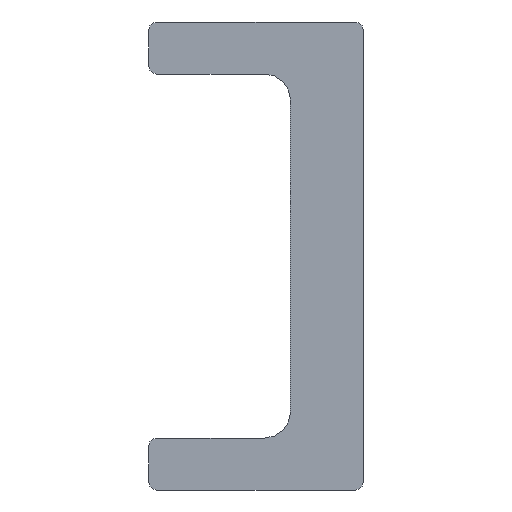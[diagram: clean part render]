
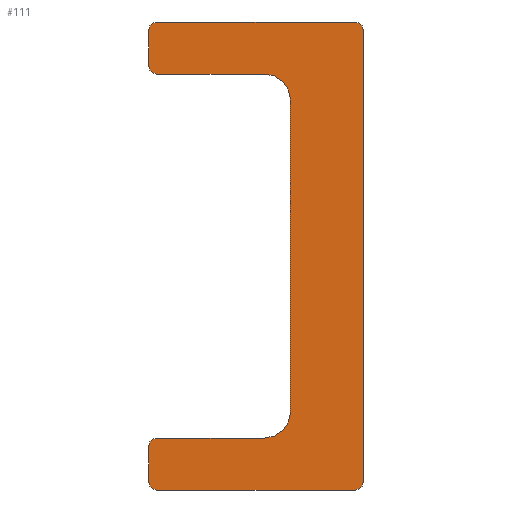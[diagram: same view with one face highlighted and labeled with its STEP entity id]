
A CAD part, front view. The second image highlights one B-rep face of the part: STEP entity #111.
In plain terms, the highlighted planar face has unit normal (0, -1, 0).
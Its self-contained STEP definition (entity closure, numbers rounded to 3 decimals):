
#111 = ADVANCED_FACE( '', ( #289 ), #290, .F. );
#289 = FACE_OUTER_BOUND( '', #560, .T. );
#290 = PLANE( '', #561 );
#560 = EDGE_LOOP( '', ( #861, #862, #863, #864, #865, #866, #867, #868, #869, #870, #871, #872, #873, #874, #875, #876 ) );
#561 = AXIS2_PLACEMENT_3D( '', #877, #878, #879 );
#861 = ORIENTED_EDGE( '', *, *, #1256, .F. );
#862 = ORIENTED_EDGE( '', *, *, #1289, .T. );
#863 = ORIENTED_EDGE( '', *, *, #1290, .F. );
#864 = ORIENTED_EDGE( '', *, *, #1236, .T. );
#865 = ORIENTED_EDGE( '', *, *, #1291, .F. );
#866 = ORIENTED_EDGE( '', *, *, #1292, .T. );
#867 = ORIENTED_EDGE( '', *, *, #1293, .F. );
#868 = ORIENTED_EDGE( '', *, *, #1294, .T. );
#869 = ORIENTED_EDGE( '', *, *, #1295, .F. );
#870 = ORIENTED_EDGE( '', *, *, #1296, .T. );
#871 = ORIENTED_EDGE( '', *, *, #1271, .F. );
#872 = ORIENTED_EDGE( '', *, *, #1261, .T. );
#873 = ORIENTED_EDGE( '', *, *, #1297, .F. );
#874 = ORIENTED_EDGE( '', *, *, #1298, .T. );
#875 = ORIENTED_EDGE( '', *, *, #1299, .F. );
#876 = ORIENTED_EDGE( '', *, *, #1300, .T. );
#877 = CARTESIAN_POINT( '', ( -4.125, 0., 9. ) );
#878 = DIRECTION( '', ( 0., 1., 0. ) );
#879 = DIRECTION( '', ( 0., 0., 1. ) );
#1236 = EDGE_CURVE( '', #1410, #1408, #1411, .F. );
#1256 = EDGE_CURVE( '', #1447, #1449, #1450, .T. );
#1261 = EDGE_CURVE( '', #1458, #1456, #1459, .F. );
#1271 = EDGE_CURVE( '', #1458, #1473, #1474, .T. );
#1289 = EDGE_CURVE( '', #1447, #1502, #1503, .F. );
#1290 = EDGE_CURVE( '', #1410, #1502, #1504, .T. );
#1291 = EDGE_CURVE( '', #1505, #1408, #1506, .T. );
#1292 = EDGE_CURVE( '', #1505, #1507, #1508, .F. );
#1293 = EDGE_CURVE( '', #1509, #1507, #1510, .T. );
#1294 = EDGE_CURVE( '', #1509, #1511, #1512, .T. );
#1295 = EDGE_CURVE( '', #1513, #1511, #1514, .T. );
#1296 = EDGE_CURVE( '', #1513, #1473, #1515, .T. );
#1297 = EDGE_CURVE( '', #1516, #1456, #1517, .T. );
#1298 = EDGE_CURVE( '', #1516, #1518, #1519, .F. );
#1299 = EDGE_CURVE( '', #1520, #1518, #1521, .T. );
#1300 = EDGE_CURVE( '', #1520, #1449, #1522, .F. );
#1408 = VERTEX_POINT( '', #1671 );
#1410 = VERTEX_POINT( '', #1674 );
#1411 = CIRCLE( '', #1675, 0.3 );
#1447 = VERTEX_POINT( '', #1713 );
#1449 = VERTEX_POINT( '', #1716 );
#1450 = LINE( '', #1717, #1718 );
#1456 = VERTEX_POINT( '', #1725 );
#1458 = VERTEX_POINT( '', #1728 );
#1459 = CIRCLE( '', #1729, 0.3 );
#1473 = VERTEX_POINT( '', #1744 );
#1474 = LINE( '', #1745, #1746 );
#1502 = VERTEX_POINT( '', #1776 );
#1503 = CIRCLE( '', #1777, 0.3 );
#1504 = LINE( '', #1778, #1779 );
#1505 = VERTEX_POINT( '', #1780 );
#1506 = LINE( '', #1781, #1782 );
#1507 = VERTEX_POINT( '', #1783 );
#1508 = CIRCLE( '', #1784, 0.3 );
#1509 = VERTEX_POINT( '', #1785 );
#1510 = LINE( '', #1786, #1787 );
#1511 = VERTEX_POINT( '', #1788 );
#1512 = CIRCLE( '', #1789, 1. );
#1513 = VERTEX_POINT( '', #1790 );
#1514 = LINE( '', #1791, #1792 );
#1515 = CIRCLE( '', #1793, 1. );
#1516 = VERTEX_POINT( '', #1794 );
#1517 = LINE( '', #1795, #1796 );
#1518 = VERTEX_POINT( '', #1797 );
#1519 = CIRCLE( '', #1798, 0.3 );
#1520 = VERTEX_POINT( '', #1799 );
#1521 = LINE( '', #1800, #1801 );
#1522 = CIRCLE( '', #1802, 0.3 );
#1671 = CARTESIAN_POINT( '', ( -4.125, 0., 8.7 ) );
#1674 = CARTESIAN_POINT( '', ( -3.825, 0., 9. ) );
#1675 = AXIS2_PLACEMENT_3D( '', #1966, #1967, #1968 );
#1713 = CARTESIAN_POINT( '', ( 4.125, 0., 8.7 ) );
#1716 = CARTESIAN_POINT( '', ( 4.125, 0., -8.7 ) );
#1717 = CARTESIAN_POINT( '', ( 4.125, 0., 9. ) );
#1718 = VECTOR( '', #2017, 1000. );
#1725 = CARTESIAN_POINT( '', ( -4.125, 0., -7.3 ) );
#1728 = CARTESIAN_POINT( '', ( -3.825, 0., -7. ) );
#1729 = AXIS2_PLACEMENT_3D( '', #2023, #2024, #2025 );
#1744 = CARTESIAN_POINT( '', ( 0.325, 0., -7. ) );
#1745 = CARTESIAN_POINT( '', ( 1.325, 0., -7. ) );
#1746 = VECTOR( '', #2039, 1000. );
#1776 = CARTESIAN_POINT( '', ( 3.825, 0., 9. ) );
#1777 = AXIS2_PLACEMENT_3D( '', #2069, #2070, #2071 );
#1778 = CARTESIAN_POINT( '', ( -4.125, 0., 9. ) );
#1779 = VECTOR( '', #2072, 1000. );
#1780 = CARTESIAN_POINT( '', ( -4.125, 0., 7.3 ) );
#1781 = CARTESIAN_POINT( '', ( -4.125, 0., -9. ) );
#1782 = VECTOR( '', #2073, 1000. );
#1783 = CARTESIAN_POINT( '', ( -3.825, 0., 7. ) );
#1784 = AXIS2_PLACEMENT_3D( '', #2074, #2075, #2076 );
#1785 = CARTESIAN_POINT( '', ( 0.325, 0., 7. ) );
#1786 = CARTESIAN_POINT( '', ( -4.125, 0., 7. ) );
#1787 = VECTOR( '', #2077, 1000. );
#1788 = CARTESIAN_POINT( '', ( 1.325, 0., 6. ) );
#1789 = AXIS2_PLACEMENT_3D( '', #2078, #2079, #2080 );
#1790 = CARTESIAN_POINT( '', ( 1.325, 0., -6. ) );
#1791 = CARTESIAN_POINT( '', ( 1.325, 0., 7. ) );
#1792 = VECTOR( '', #2081, 1000. );
#1793 = AXIS2_PLACEMENT_3D( '', #2082, #2083, #2084 );
#1794 = CARTESIAN_POINT( '', ( -4.125, 0., -8.7 ) );
#1795 = CARTESIAN_POINT( '', ( -4.125, 0., -9. ) );
#1796 = VECTOR( '', #2085, 1000. );
#1797 = CARTESIAN_POINT( '', ( -3.825, 0., -9. ) );
#1798 = AXIS2_PLACEMENT_3D( '', #2086, #2087, #2088 );
#1799 = CARTESIAN_POINT( '', ( 3.825, 0., -9. ) );
#1800 = CARTESIAN_POINT( '', ( 4.125, 0., -9. ) );
#1801 = VECTOR( '', #2089, 1000. );
#1802 = AXIS2_PLACEMENT_3D( '', #2090, #2091, #2092 );
#1966 = CARTESIAN_POINT( '', ( -3.825, 0., 8.7 ) );
#1967 = DIRECTION( '', ( 0., 1., 0. ) );
#1968 = DIRECTION( '', ( 0., 0., 1. ) );
#2017 = DIRECTION( '', ( 0., 0., -1. ) );
#2023 = CARTESIAN_POINT( '', ( -3.825, 0., -7.3 ) );
#2024 = DIRECTION( '', ( 0., 1., 0. ) );
#2025 = DIRECTION( '', ( 0., 0., 1. ) );
#2039 = DIRECTION( '', ( 1., 0., 0. ) );
#2069 = CARTESIAN_POINT( '', ( 3.825, 0., 8.7 ) );
#2070 = DIRECTION( '', ( 0., 1., 0. ) );
#2071 = DIRECTION( '', ( 0., 0., 1. ) );
#2072 = DIRECTION( '', ( 1., 0., 0. ) );
#2073 = DIRECTION( '', ( 0., 0., 1. ) );
#2074 = CARTESIAN_POINT( '', ( -3.825, 0., 7.3 ) );
#2075 = DIRECTION( '', ( 0., 1., 0. ) );
#2076 = DIRECTION( '', ( 0., 0., 1. ) );
#2077 = DIRECTION( '', ( -1., 0., 0. ) );
#2078 = CARTESIAN_POINT( '', ( 0.325, 0., 6. ) );
#2079 = DIRECTION( '', ( 0., 1., 0. ) );
#2080 = DIRECTION( '', ( 0., 0., 1. ) );
#2081 = DIRECTION( '', ( 0., 0., 1. ) );
#2082 = CARTESIAN_POINT( '', ( 0.325, 0., -6. ) );
#2083 = DIRECTION( '', ( 0., 1., 0. ) );
#2084 = DIRECTION( '', ( 0., 0., 1. ) );
#2085 = DIRECTION( '', ( 0., 0., 1. ) );
#2086 = CARTESIAN_POINT( '', ( -3.825, 0., -8.7 ) );
#2087 = DIRECTION( '', ( 0., 1., 0. ) );
#2088 = DIRECTION( '', ( 0., 0., 1. ) );
#2089 = DIRECTION( '', ( -1., 0., 0. ) );
#2090 = CARTESIAN_POINT( '', ( 3.825, 0., -8.7 ) );
#2091 = DIRECTION( '', ( 0., 1., 0. ) );
#2092 = DIRECTION( '', ( 0., 0., 1. ) );
